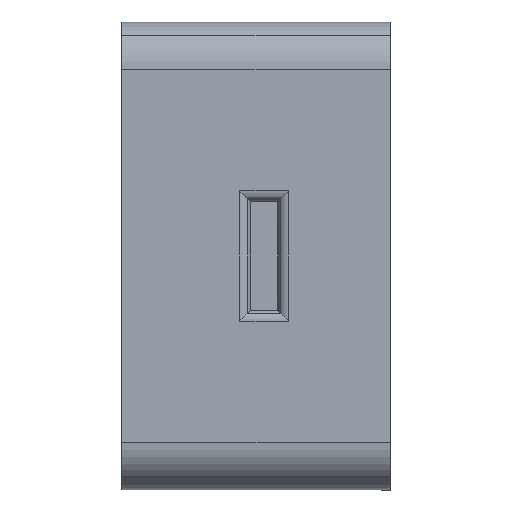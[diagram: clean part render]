
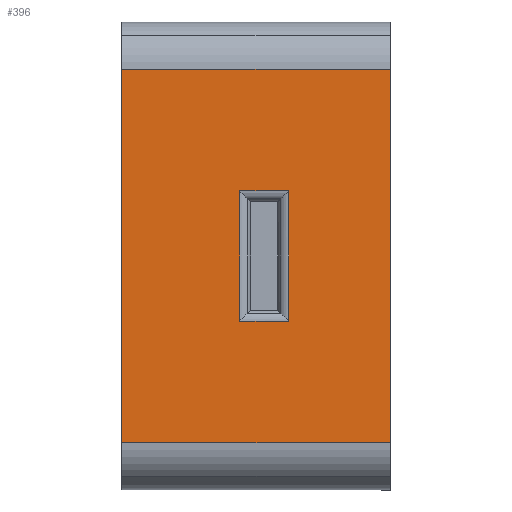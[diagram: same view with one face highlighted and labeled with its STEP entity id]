
A CAD part, left-side view. The second image highlights one B-rep face of the part: STEP entity #396.
In plain terms, the highlighted planar face has unit normal (-1, 0, 0).
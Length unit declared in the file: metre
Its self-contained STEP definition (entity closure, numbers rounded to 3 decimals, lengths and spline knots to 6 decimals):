
#396=ADVANCED_FACE('9:1700',(#1111,#1112),#1113,.T.);
#1111=FACE_OUTER_BOUND('',#2388,.T.);
#1112=FACE_BOUND('',#2389,.T.);
#1113=PLANE('',#2390);
#2388=EDGE_LOOP('',(#5055,#5056,#5057,#5058));
#2389=EDGE_LOOP('',(#5059,#5060,#5061,#5062));
#2390=AXIS2_PLACEMENT_3D('',#5063,#5064,#5065);
#5055=ORIENTED_EDGE('',*,*,#5214,.F.);
#5056=ORIENTED_EDGE('',*,*,#5662,.T.);
#5057=ORIENTED_EDGE('',*,*,#6035,.F.);
#5058=ORIENTED_EDGE('',*,*,#6036,.T.);
#5059=ORIENTED_EDGE('',*,*,#6007,.T.);
#5060=ORIENTED_EDGE('',*,*,#5242,.F.);
#5061=ORIENTED_EDGE('',*,*,#5246,.F.);
#5062=ORIENTED_EDGE('',*,*,#5249,.F.);
#5063=CARTESIAN_POINT('',(-0.01923,0.039064,0.021274));
#5064=DIRECTION('',(-1.0,0.,0.));
#5065=DIRECTION('',(0.,0.,-1.0));
#5214=EDGE_CURVE('1:585',#6101,#6103,#6104,.T.);
#5242=EDGE_CURVE('3:15350',#6156,#6158,#6159,.T.);
#5246=EDGE_CURVE('3:15164',#6163,#6156,#6165,.T.);
#5249=EDGE_CURVE('3:15409',#6167,#6163,#6169,.T.);
#5662=EDGE_CURVE('1:229',#6101,#6910,#6912,.T.);
#6007=EDGE_CURVE('3:13601',#6167,#6158,#7424,.T.);
#6035=EDGE_CURVE('1:549',#7454,#6910,#7456,.T.);
#6036=EDGE_CURVE('1:226',#7454,#6103,#7457,.F.);
#6101=VERTEX_POINT('',#7509);
#6103=VERTEX_POINT('',#7511);
#6104=LINE('',#7512,#7513);
#6156=VERTEX_POINT('',#7578);
#6158=VERTEX_POINT('',#7580);
#6159=LINE('',#7581,#7582);
#6163=VERTEX_POINT('',#7587);
#6165=LINE('',#7589,#7590);
#6167=VERTEX_POINT('',#7593);
#6169=LINE('',#7595,#7596);
#6910=VERTEX_POINT('',#8710);
#6912=LINE('',#8712,#8713);
#7424=LINE('',#9567,#9568);
#7454=VERTEX_POINT('',#9621);
#7456=LINE('',#9623,#9624);
#7457=LINE('',#9625,#9626);
#7509=CARTESIAN_POINT('',(-0.01923,0.039064,0.048774));
#7511=CARTESIAN_POINT('',(-0.01923,-0.000536,0.048774));
#7512=CARTESIAN_POINT('',(-0.01923,0.039064,0.048774));
#7513=VECTOR('',#9680,1.0);
#7578=CARTESIAN_POINT('',(-0.01923,0.021664,0.011674));
#7580=CARTESIAN_POINT('',(-0.01923,0.014464,0.011674));
#7581=CARTESIAN_POINT('',(-0.01923,0.029564,0.011674));
#7582=VECTOR('',#9736,1.0);
#7587=CARTESIAN_POINT('',(-0.01923,0.021664,0.030874));
#7589=CARTESIAN_POINT('',(-0.01923,0.021664,0.021274));
#7590=VECTOR('',#9744,1.0);
#7593=CARTESIAN_POINT('',(-0.01923,0.014464,0.030874));
#7595=CARTESIAN_POINT('',(-0.01923,0.029564,0.030874));
#7596=VECTOR('',#9749,1.0);
#8710=CARTESIAN_POINT('',(-0.01923,0.039064,-0.006226));
#8712=CARTESIAN_POINT('',(-0.01923,0.039064,0.028467));
#8713=VECTOR('',#10504,1.0);
#9567=CARTESIAN_POINT('',(-0.01923,0.014464,0.021274));
#9568=VECTOR('',#10889,1.0);
#9621=CARTESIAN_POINT('',(-0.01923,-0.000536,-0.006226));
#9623=CARTESIAN_POINT('',(-0.01923,0.039064,-0.006226));
#9624=VECTOR('',#10925,1.0);
#9625=CARTESIAN_POINT('',(-0.01923,-0.000536,0.021274));
#9626=VECTOR('',#10926,1.0);
#9680=DIRECTION('',(0.,-1.0,0.));
#9736=DIRECTION('',(0.,-1.0,0.));
#9744=DIRECTION('',(0.,0.,-1.0));
#9749=DIRECTION('',(0.,1.0,0.));
#10504=DIRECTION('',(0.,0.,-1.0));
#10889=DIRECTION('',(0.,0.,-1.0));
#10925=DIRECTION('',(0.0,1.0,0.));
#10926=DIRECTION('',(0.,0.,-1.0));
